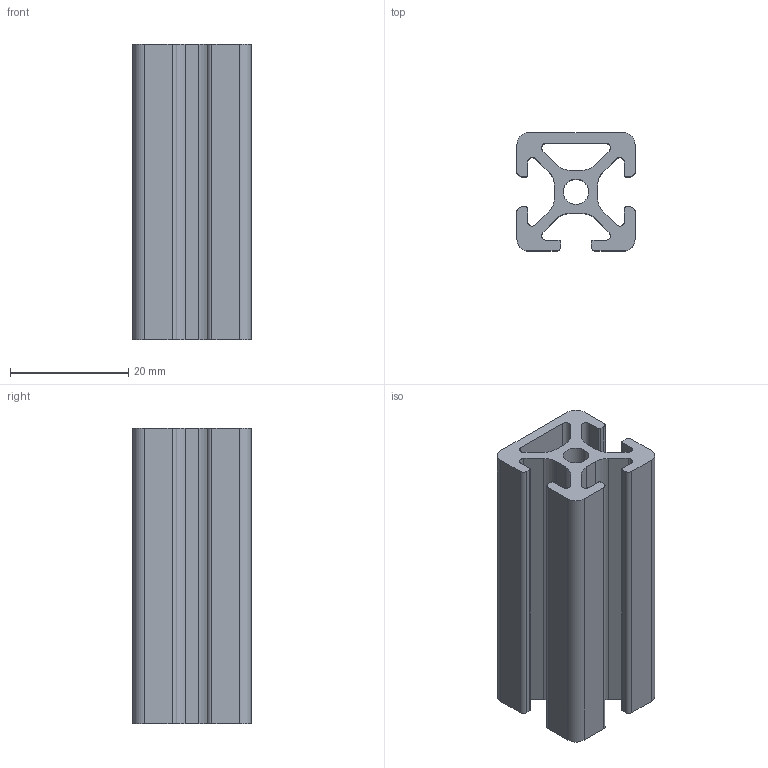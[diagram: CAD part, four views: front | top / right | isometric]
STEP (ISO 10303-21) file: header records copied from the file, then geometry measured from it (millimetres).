
FILE_DESCRIPTION (( 'STEP AP214' ), '1' );
FILE_NAME ('BASE05E0007-Profilé 5 20x20 1N.step', '2023-03-24T09:34:10', ( 'Altae' ), ( '' ), 'SwSTEP 2.0', 'SolidWorks 2021', '' );
FILE_SCHEMA (( 'AUTOMOTIVE_DESIGN' ));
Length unit declared in the file: millimetre
Products named in the file (1): BASE05E0007-Profilé 5 20x20 1N
Bounding box: 20 x 20 x 50 mm (x, y, z)
Volume: 9576 mm3; surface area: 9212.8 mm2
Topology: 1 solids, 1 shells, 70 faces, 204 edges, 136 vertices
Faces by surface type: cylinder 36, plane 34
Entity records: 2382 total; most frequent: DIRECTION 418, CARTESIAN_POINT 411, ORIENTED_EDGE 408, EDGE_CURVE 204, AXIS2_PLACEMENT_3D 143, VERTEX_POINT 136, VECTOR 132, LINE 132
